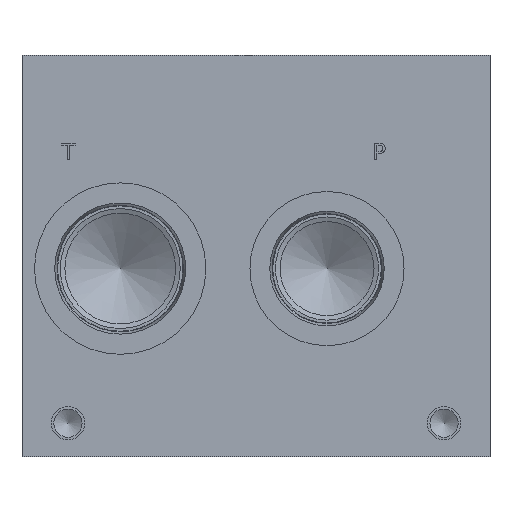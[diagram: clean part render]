
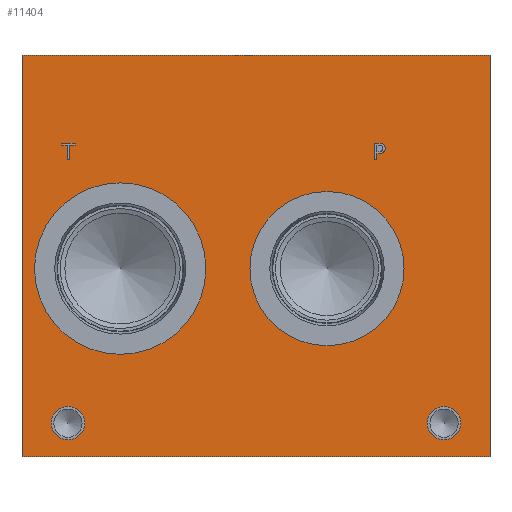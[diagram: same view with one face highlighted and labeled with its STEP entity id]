
A CAD part, left-side view. The second image highlights one B-rep face of the part: STEP entity #11404.
In plain terms, the highlighted planar face has unit normal (-1, 0, 0).
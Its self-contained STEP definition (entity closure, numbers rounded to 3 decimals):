
#148=CIRCLE('',#12029,32.563);
#149=CIRCLE('',#12030,32.563);
#150=CIRCLE('',#12031,29.286);
#151=CIRCLE('',#12032,29.286);
#152=CIRCLE('',#12033,6.35);
#153=CIRCLE('',#12034,6.35);
#154=CIRCLE('',#12035,6.35);
#155=CIRCLE('',#12036,6.35);
#423=FACE_BOUND('',#1533,.T.);
#424=FACE_BOUND('',#1534,.T.);
#425=FACE_BOUND('',#1535,.T.);
#426=FACE_BOUND('',#1536,.T.);
#427=FACE_BOUND('',#1537,.T.);
#428=FACE_BOUND('',#1538,.T.);
#542=PLANE('',#12028);
#906=FACE_OUTER_BOUND('',#1532,.T.);
#1532=EDGE_LOOP('',(#7691,#7692,#7693,#7694));
#1533=EDGE_LOOP('',(#7695,#7696));
#1534=EDGE_LOOP('',(#7697,#7698));
#1535=EDGE_LOOP('',(#7699,#7700));
#1536=EDGE_LOOP('',(#7701,#7702));
#1537=EDGE_LOOP('',(#7703,#7704,#7705,#7706,#7707,#7708,#7709,#7710));
#1538=EDGE_LOOP('',(#7711,#7712,#7713,#7714,#7715,#7716,#7717,#7718,#7719));
#2273=LINE('',#15746,#3365);
#2276=LINE('',#15752,#3368);
#2279=LINE('',#15758,#3371);
#2282=LINE('',#15764,#3374);
#2285=LINE('',#15770,#3377);
#2289=LINE('',#15813,#3381);
#2290=LINE('',#15815,#3382);
#2291=LINE('',#15817,#3383);
#2292=LINE('',#15818,#3384);
#2293=LINE('',#15837,#3385);
#2294=LINE('',#15839,#3386);
#2295=LINE('',#15841,#3387);
#2296=LINE('',#15843,#3388);
#2297=LINE('',#15845,#3389);
#2298=LINE('',#15847,#3390);
#2299=LINE('',#15849,#3391);
#2300=LINE('',#15850,#3392);
#3365=VECTOR('',#12881,10.);
#3368=VECTOR('',#12886,10.);
#3371=VECTOR('',#12891,10.);
#3374=VECTOR('',#12896,10.);
#3377=VECTOR('',#12901,10.);
#3381=VECTOR('',#12909,10.);
#3382=VECTOR('',#12910,10.);
#3383=VECTOR('',#12911,10.);
#3384=VECTOR('',#12912,10.);
#3385=VECTOR('',#12929,10.);
#3386=VECTOR('',#12930,10.);
#3387=VECTOR('',#12931,10.);
#3388=VECTOR('',#12932,10.);
#3389=VECTOR('',#12933,10.);
#3390=VECTOR('',#12934,10.);
#3391=VECTOR('',#12935,10.);
#3392=VECTOR('',#12936,10.);
#4405=B_SPLINE_CURVE_WITH_KNOTS('',2,(#15713,#15714,#15715,#15716),
 .UNSPECIFIED.,.F.,.F.,(3,1,3),(0.,1.,2.),.UNSPECIFIED.);
#4407=B_SPLINE_CURVE_WITH_KNOTS('',2,(#15734,#15735,#15736,#15737),
 .UNSPECIFIED.,.F.,.F.,(3,1,3),(0.,1.,2.),.UNSPECIFIED.);
#4409=B_SPLINE_CURVE_WITH_KNOTS('',2,(#15783,#15784,#15785,#15786),
 .UNSPECIFIED.,.F.,.F.,(3,1,3),(0.,1.,2.),.UNSPECIFIED.);
#4411=B_SPLINE_CURVE_WITH_KNOTS('',2,(#15801,#15802,#15803,#15804),
 .UNSPECIFIED.,.F.,.F.,(3,1,3),(0.,1.,2.),.UNSPECIFIED.);
#4743=VERTEX_POINT('',#15711);
#4744=VERTEX_POINT('',#15712);
#4747=VERTEX_POINT('',#15733);
#4749=VERTEX_POINT('',#15745);
#4751=VERTEX_POINT('',#15751);
#4753=VERTEX_POINT('',#15757);
#4755=VERTEX_POINT('',#15763);
#4757=VERTEX_POINT('',#15769);
#4759=VERTEX_POINT('',#15782);
#4761=VERTEX_POINT('',#15811);
#4762=VERTEX_POINT('',#15812);
#4763=VERTEX_POINT('',#15814);
#4764=VERTEX_POINT('',#15816);
#4765=VERTEX_POINT('',#15819);
#4766=VERTEX_POINT('',#15820);
#4767=VERTEX_POINT('',#15823);
#4768=VERTEX_POINT('',#15824);
#4769=VERTEX_POINT('',#15827);
#4770=VERTEX_POINT('',#15828);
#4771=VERTEX_POINT('',#15831);
#4772=VERTEX_POINT('',#15832);
#4773=VERTEX_POINT('',#15835);
#4774=VERTEX_POINT('',#15836);
#4775=VERTEX_POINT('',#15838);
#4776=VERTEX_POINT('',#15840);
#4777=VERTEX_POINT('',#15842);
#4778=VERTEX_POINT('',#15844);
#4779=VERTEX_POINT('',#15846);
#4780=VERTEX_POINT('',#15848);
#5912=EDGE_CURVE('',#4743,#4744,#4405,.T.);
#5916=EDGE_CURVE('',#4747,#4743,#4407,.T.);
#5919=EDGE_CURVE('',#4749,#4747,#2273,.T.);
#5922=EDGE_CURVE('',#4751,#4749,#2276,.T.);
#5925=EDGE_CURVE('',#4753,#4751,#2279,.T.);
#5928=EDGE_CURVE('',#4755,#4753,#2282,.T.);
#5931=EDGE_CURVE('',#4757,#4755,#2285,.T.);
#5934=EDGE_CURVE('',#4759,#4757,#4409,.T.);
#5937=EDGE_CURVE('',#4744,#4759,#4411,.T.);
#5939=EDGE_CURVE('',#4761,#4762,#2289,.T.);
#5940=EDGE_CURVE('',#4762,#4763,#2290,.T.);
#5941=EDGE_CURVE('',#4764,#4763,#2291,.T.);
#5942=EDGE_CURVE('',#4761,#4764,#2292,.T.);
#5943=EDGE_CURVE('',#4765,#4766,#148,.T.);
#5944=EDGE_CURVE('',#4766,#4765,#149,.T.);
#5945=EDGE_CURVE('',#4767,#4768,#150,.T.);
#5946=EDGE_CURVE('',#4768,#4767,#151,.T.);
#5947=EDGE_CURVE('',#4769,#4770,#152,.T.);
#5948=EDGE_CURVE('',#4770,#4769,#153,.T.);
#5949=EDGE_CURVE('',#4771,#4772,#154,.T.);
#5950=EDGE_CURVE('',#4772,#4771,#155,.T.);
#5951=EDGE_CURVE('',#4773,#4774,#2293,.T.);
#5952=EDGE_CURVE('',#4774,#4775,#2294,.T.);
#5953=EDGE_CURVE('',#4775,#4776,#2295,.T.);
#5954=EDGE_CURVE('',#4776,#4777,#2296,.T.);
#5955=EDGE_CURVE('',#4777,#4778,#2297,.T.);
#5956=EDGE_CURVE('',#4778,#4779,#2298,.T.);
#5957=EDGE_CURVE('',#4779,#4780,#2299,.T.);
#5958=EDGE_CURVE('',#4780,#4773,#2300,.T.);
#7691=ORIENTED_EDGE('',*,*,#5939,.T.);
#7692=ORIENTED_EDGE('',*,*,#5940,.T.);
#7693=ORIENTED_EDGE('',*,*,#5941,.F.);
#7694=ORIENTED_EDGE('',*,*,#5942,.F.);
#7695=ORIENTED_EDGE('',*,*,#5943,.T.);
#7696=ORIENTED_EDGE('',*,*,#5944,.T.);
#7697=ORIENTED_EDGE('',*,*,#5945,.T.);
#7698=ORIENTED_EDGE('',*,*,#5946,.T.);
#7699=ORIENTED_EDGE('',*,*,#5947,.T.);
#7700=ORIENTED_EDGE('',*,*,#5948,.T.);
#7701=ORIENTED_EDGE('',*,*,#5949,.T.);
#7702=ORIENTED_EDGE('',*,*,#5950,.T.);
#7703=ORIENTED_EDGE('',*,*,#5951,.T.);
#7704=ORIENTED_EDGE('',*,*,#5952,.T.);
#7705=ORIENTED_EDGE('',*,*,#5953,.T.);
#7706=ORIENTED_EDGE('',*,*,#5954,.T.);
#7707=ORIENTED_EDGE('',*,*,#5955,.T.);
#7708=ORIENTED_EDGE('',*,*,#5956,.T.);
#7709=ORIENTED_EDGE('',*,*,#5957,.T.);
#7710=ORIENTED_EDGE('',*,*,#5958,.T.);
#7711=ORIENTED_EDGE('',*,*,#5912,.T.);
#7712=ORIENTED_EDGE('',*,*,#5937,.T.);
#7713=ORIENTED_EDGE('',*,*,#5934,.T.);
#7714=ORIENTED_EDGE('',*,*,#5931,.T.);
#7715=ORIENTED_EDGE('',*,*,#5928,.T.);
#7716=ORIENTED_EDGE('',*,*,#5925,.T.);
#7717=ORIENTED_EDGE('',*,*,#5922,.T.);
#7718=ORIENTED_EDGE('',*,*,#5919,.T.);
#7719=ORIENTED_EDGE('',*,*,#5916,.T.);
#11404=ADVANCED_FACE('',(#906,#423,#424,#425,#426,#427,#428),#542,.T.);
#12028=AXIS2_PLACEMENT_3D('',#15810,#12907,#12908);
#12029=AXIS2_PLACEMENT_3D('',#15821,#12913,#12914);
#12030=AXIS2_PLACEMENT_3D('',#15822,#12915,#12916);
#12031=AXIS2_PLACEMENT_3D('',#15825,#12917,#12918);
#12032=AXIS2_PLACEMENT_3D('',#15826,#12919,#12920);
#12033=AXIS2_PLACEMENT_3D('',#15829,#12921,#12922);
#12034=AXIS2_PLACEMENT_3D('',#15830,#12923,#12924);
#12035=AXIS2_PLACEMENT_3D('',#15833,#12925,#12926);
#12036=AXIS2_PLACEMENT_3D('',#15834,#12927,#12928);
#12881=DIRECTION('',(0.,-1.,0.));
#12886=DIRECTION('',(0.,0.,1.));
#12891=DIRECTION('',(0.,1.,0.));
#12896=DIRECTION('',(0.,0.,-1.));
#12901=DIRECTION('',(0.,1.,0.));
#12907=DIRECTION('center_axis',(-1.,0.,0.));
#12908=DIRECTION('ref_axis',(0.,-1.,0.));
#12909=DIRECTION('',(0.,-1.,0.));
#12910=DIRECTION('',(0.,0.,1.));
#12911=DIRECTION('',(0.,-1.,0.));
#12912=DIRECTION('',(0.,0.,1.));
#12913=DIRECTION('center_axis',(1.,0.,0.));
#12914=DIRECTION('ref_axis',(0.,0.,1.));
#12915=DIRECTION('center_axis',(1.,0.,0.));
#12916=DIRECTION('ref_axis',(0.,0.,1.));
#12917=DIRECTION('center_axis',(1.,0.,0.));
#12918=DIRECTION('ref_axis',(0.,0.,1.));
#12919=DIRECTION('center_axis',(1.,0.,0.));
#12920=DIRECTION('ref_axis',(0.,0.,1.));
#12921=DIRECTION('center_axis',(1.,0.,0.));
#12922=DIRECTION('ref_axis',(0.,1.,0.));
#12923=DIRECTION('center_axis',(1.,0.,0.));
#12924=DIRECTION('ref_axis',(0.,1.,0.));
#12925=DIRECTION('center_axis',(1.,0.,0.));
#12926=DIRECTION('ref_axis',(0.,1.,0.));
#12927=DIRECTION('center_axis',(1.,0.,0.));
#12928=DIRECTION('ref_axis',(0.,1.,0.));
#12929=DIRECTION('',(0.,1.,0.));
#12930=DIRECTION('',(0.,0.,1.));
#12931=DIRECTION('',(0.,1.,0.));
#12932=DIRECTION('',(0.,0.,1.));
#12933=DIRECTION('',(0.,-1.,0.));
#12934=DIRECTION('',(0.,0.,-1.));
#12935=DIRECTION('',(0.,1.,0.));
#12936=DIRECTION('',(0.,0.,-1.));
#15711=CARTESIAN_POINT('',(0.,40.549,118.666));
#15712=CARTESIAN_POINT('',(0.,39.793,117.148));
#15713=CARTESIAN_POINT('Ctrl Pts',(0.,40.549,118.666));
#15714=CARTESIAN_POINT('Ctrl Pts',(0.,40.194,118.424));
#15715=CARTESIAN_POINT('Ctrl Pts',(0.,39.793,117.678));
#15716=CARTESIAN_POINT('Ctrl Pts',(0.,39.793,117.148));
#15733=CARTESIAN_POINT('',(0.,42.212,119.062));
#15734=CARTESIAN_POINT('Ctrl Pts',(0.,42.212,119.062));
#15735=CARTESIAN_POINT('Ctrl Pts',(0.,41.646,119.062));
#15736=CARTESIAN_POINT('Ctrl Pts',(0.,40.853,118.877));
#15737=CARTESIAN_POINT('Ctrl Pts',(0.,40.549,118.666));
#15745=CARTESIAN_POINT('',(0.,43.807,119.062));
#15746=CARTESIAN_POINT('',(0.,110.803,119.062));
#15751=CARTESIAN_POINT('',(0.,43.807,112.713));
#15752=CARTESIAN_POINT('',(0.,43.807,56.356));
#15757=CARTESIAN_POINT('',(0.,42.963,112.713));
#15758=CARTESIAN_POINT('',(0.,110.381,112.713));
#15763=CARTESIAN_POINT('',(0.,42.963,115.08));
#15764=CARTESIAN_POINT('',(0.,42.963,57.54));
#15769=CARTESIAN_POINT('',(0.,42.248,115.08));
#15770=CARTESIAN_POINT('',(0.,110.024,115.08));
#15782=CARTESIAN_POINT('',(0.,40.349,115.738));
#15783=CARTESIAN_POINT('Ctrl Pts',(0.,40.349,115.738));
#15784=CARTESIAN_POINT('Ctrl Pts',(0.,40.678,115.414));
#15785=CARTESIAN_POINT('Ctrl Pts',(0.,41.568,115.08));
#15786=CARTESIAN_POINT('Ctrl Pts',(0.,42.248,115.08));
#15801=CARTESIAN_POINT('Ctrl Pts',(0.,39.793,117.148));
#15802=CARTESIAN_POINT('Ctrl Pts',(0.,39.793,116.737));
#15803=CARTESIAN_POINT('Ctrl Pts',(0.,40.086,115.996));
#15804=CARTESIAN_POINT('Ctrl Pts',(0.,40.349,115.738));
#15810=CARTESIAN_POINT('Origin',(0.,177.8,0.));
#15811=CARTESIAN_POINT('',(0.,177.8,0.));
#15812=CARTESIAN_POINT('',(0.,0.,0.));
#15813=CARTESIAN_POINT('',(0.,177.8,0.));
#15814=CARTESIAN_POINT('',(0.,0.,152.4));
#15815=CARTESIAN_POINT('',(0.,0.,0.));
#15816=CARTESIAN_POINT('',(0.,177.8,152.4));
#15817=CARTESIAN_POINT('',(0.,177.8,152.4));
#15818=CARTESIAN_POINT('',(0.,177.8,0.));
#15819=CARTESIAN_POINT('',(0.,140.487,103.988));
#15820=CARTESIAN_POINT('',(0.,140.487,38.862));
#15821=CARTESIAN_POINT('Origin',(0.,140.487,71.425));
#15822=CARTESIAN_POINT('Origin',(0.,140.487,71.425));
#15823=CARTESIAN_POINT('',(0.,61.925,100.711));
#15824=CARTESIAN_POINT('',(0.,61.925,42.139));
#15825=CARTESIAN_POINT('Origin',(0.,61.925,71.425));
#15826=CARTESIAN_POINT('Origin',(0.,61.925,71.425));
#15827=CARTESIAN_POINT('',(0.,166.675,12.7));
#15828=CARTESIAN_POINT('',(0.,153.975,12.7));
#15829=CARTESIAN_POINT('Origin',(0.,160.325,12.7));
#15830=CARTESIAN_POINT('Origin',(0.,160.325,12.7));
#15831=CARTESIAN_POINT('',(0.,23.825,12.7));
#15832=CARTESIAN_POINT('',(0.,11.125,12.7));
#15833=CARTESIAN_POINT('Origin',(0.,17.475,12.7));
#15834=CARTESIAN_POINT('Origin',(0.,17.475,12.7));
#15835=CARTESIAN_POINT('',(0.,159.75,112.713));
#15836=CARTESIAN_POINT('',(0.,160.594,112.713));
#15837=CARTESIAN_POINT('',(0.,168.775,112.713));
#15838=CARTESIAN_POINT('',(0.,160.594,118.311));
#15839=CARTESIAN_POINT('',(0.,160.594,56.356));
#15840=CARTESIAN_POINT('',(0.,162.724,118.311));
#15841=CARTESIAN_POINT('',(0.,169.197,118.311));
#15842=CARTESIAN_POINT('',(0.,162.724,119.062));
#15843=CARTESIAN_POINT('',(0.,162.724,59.156));
#15844=CARTESIAN_POINT('',(0.,157.619,119.062));
#15845=CARTESIAN_POINT('',(0.,170.262,119.062));
#15846=CARTESIAN_POINT('',(0.,157.619,118.311));
#15847=CARTESIAN_POINT('',(0.,157.619,59.531));
#15848=CARTESIAN_POINT('',(0.,159.75,118.311));
#15849=CARTESIAN_POINT('',(0.,167.71,118.311));
#15850=CARTESIAN_POINT('',(0.,159.75,59.156));
